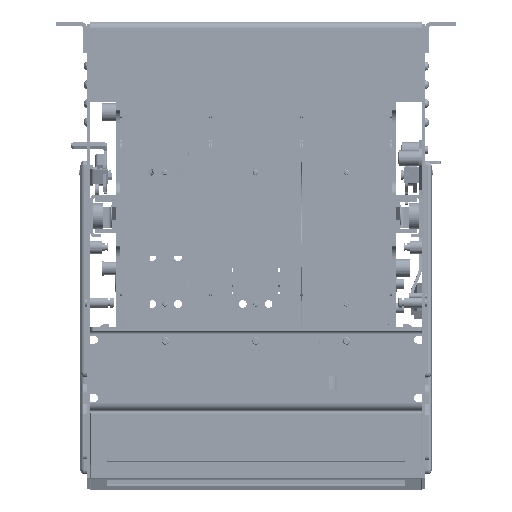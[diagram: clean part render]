
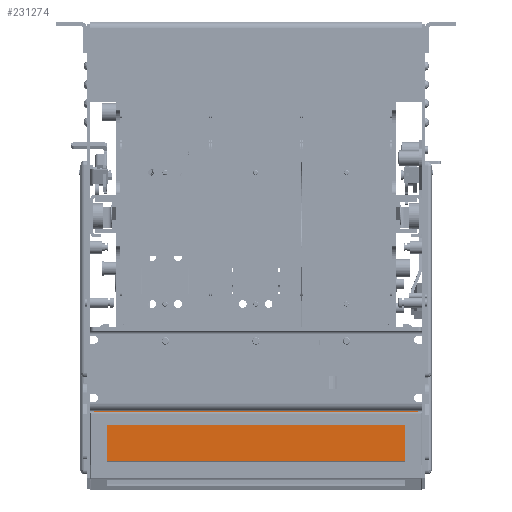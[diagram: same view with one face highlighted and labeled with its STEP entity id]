
A CAD part, left-side view. The second image highlights one B-rep face of the part: STEP entity #231274.
In plain terms, the highlighted planar face has unit normal (-1, 0, 0).
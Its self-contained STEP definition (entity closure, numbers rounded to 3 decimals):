
#69552=DIRECTION('',(0.,0.,-1.));
#69553=VECTOR('',#69552,39.);
#69554=CARTESIAN_POINT('',(14.,128.,-299.808));
#69555=LINE('',#69554,#69553);
#71596=DIRECTION('',(0.,0.,1.));
#71597=VECTOR('',#71596,39.);
#71598=CARTESIAN_POINT('',(14.,-128.,-338.808));
#71599=LINE('',#71598,#71597);
#72183=DIRECTION('',(0.,-1.,0.));
#72184=VECTOR('',#72183,256.);
#72185=CARTESIAN_POINT('',(14.,128.,-338.808));
#72186=LINE('',#72185,#72184);
#72191=DIRECTION('',(0.,-1.,0.));
#72192=VECTOR('',#72191,256.);
#72193=CARTESIAN_POINT('',(14.,128.,-299.808));
#72194=LINE('',#72193,#72192);
#72195=CARTESIAN_POINT('',(14.,118.,-328.808));
#72196=DIRECTION('',(-1.,0.,0.));
#72197=DIRECTION('',(0.,1.,0.));
#72198=AXIS2_PLACEMENT_3D('',#72195,#72196,#72197);
#72200=CARTESIAN_POINT('',(14.,118.,-328.808));
#72201=DIRECTION('',(-1.,0.,0.));
#72202=DIRECTION('',(0.,-1.,0.));
#72203=AXIS2_PLACEMENT_3D('',#72200,#72201,#72202);
#72205=CARTESIAN_POINT('',(14.,-118.,-310.808));
#72206=DIRECTION('',(-1.,0.,0.));
#72207=DIRECTION('',(0.,1.,0.));
#72208=AXIS2_PLACEMENT_3D('',#72205,#72206,#72207);
#72210=CARTESIAN_POINT('',(14.,-118.,-310.808));
#72211=DIRECTION('',(-1.,0.,0.));
#72212=DIRECTION('',(0.,-1.,0.));
#72213=AXIS2_PLACEMENT_3D('',#72210,#72211,#72212);
#112856=CARTESIAN_POINT('',(14.,128.,-299.808));
#112857=VERTEX_POINT('',#112856);
#112858=CARTESIAN_POINT('',(14.,128.,-338.808));
#112859=VERTEX_POINT('',#112858);
#113741=CARTESIAN_POINT('',(14.,-128.,-338.808));
#113742=VERTEX_POINT('',#113741);
#113743=CARTESIAN_POINT('',(14.,-128.,-299.808));
#113744=VERTEX_POINT('',#113743);
#113966=CARTESIAN_POINT('',(14.,119.75,-328.808));
#113967=CARTESIAN_POINT('',(14.,116.25,-328.808));
#113968=VERTEX_POINT('',#113966);
#113969=VERTEX_POINT('',#113967);
#113970=CARTESIAN_POINT('',(14.,-116.25,-310.808));
#113971=CARTESIAN_POINT('',(14.,-119.75,-310.808));
#113972=VERTEX_POINT('',#113970);
#113973=VERTEX_POINT('',#113971);
#231250=CARTESIAN_POINT('',(14.,0.,-319.308));
#231251=DIRECTION('',(1.,0.,0.));
#231252=DIRECTION('',(0.,0.,-1.));
#231253=AXIS2_PLACEMENT_3D('',#231250,#231251,#231252);
#231254=PLANE('',#231253);
#231256=ORIENTED_EDGE('',*,*,#231255,.T.);
#231257=ORIENTED_EDGE('',*,*,#230581,.F.);
#231258=ORIENTED_EDGE('',*,*,#231243,.F.);
#231259=ORIENTED_EDGE('',*,*,#229139,.F.);
#231260=EDGE_LOOP('',(#231256,#231257,#231258,#231259));
#231261=FACE_OUTER_BOUND('',#231260,.F.);
#231263=ORIENTED_EDGE('',*,*,#231262,.T.);
#231265=ORIENTED_EDGE('',*,*,#231264,.T.);
#231266=EDGE_LOOP('',(#231263,#231265));
#231267=FACE_BOUND('',#231266,.F.);
#231269=ORIENTED_EDGE('',*,*,#231268,.T.);
#231271=ORIENTED_EDGE('',*,*,#231270,.T.);
#231272=EDGE_LOOP('',(#231269,#231271));
#231273=FACE_BOUND('',#231272,.F.);
#231274=ADVANCED_FACE('',(#231261,#231267,#231273),#231254,.F.);
#72199=CIRCLE('',#72198,1.75);
#72204=CIRCLE('',#72203,1.75);
#72209=CIRCLE('',#72208,1.75);
#72214=CIRCLE('',#72213,1.75);
#229139=EDGE_CURVE('',#112857,#112859,#69555,.T.);
#230581=EDGE_CURVE('',#113742,#113744,#71599,.T.);
#231243=EDGE_CURVE('',#112859,#113742,#72186,.T.);
#231255=EDGE_CURVE('',#112857,#113744,#72194,.T.);
#231262=EDGE_CURVE('',#113968,#113969,#72199,.T.);
#231264=EDGE_CURVE('',#113969,#113968,#72204,.T.);
#231268=EDGE_CURVE('',#113972,#113973,#72209,.T.);
#231270=EDGE_CURVE('',#113973,#113972,#72214,.T.);
